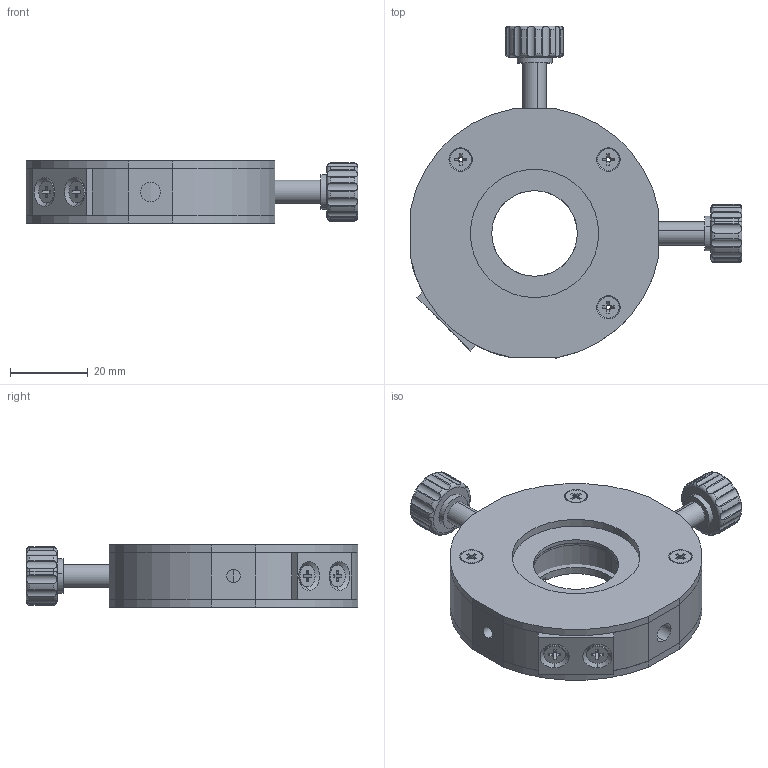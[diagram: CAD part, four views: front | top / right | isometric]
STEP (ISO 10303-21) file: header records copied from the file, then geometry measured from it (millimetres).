
FILE_DESCRIPTION (( 'STEP AP203' ), '1' );
FILE_NAME ('04AOP-1.STEP', '2021-07-26T02:36:03', ( '' ), ( '' ), 'SwSTEP 2.0', 'SolidWorks 2020', '' );
FILE_SCHEMA (( 'CONFIG_CONTROL_DESIGN' ));
Length unit declared in the file: millimetre
Products named in the file (1): 04AOP-1
Bounding box: 85.33 x 85.33 x 16 mm (x, y, z)
Surface area: 25747.8 mm2 (no closed solid volume)
Topology: 0 solids, 22 shells, 394 faces, 1226 edges, 840 vertices
Faces by surface type: cylinder 171, plane 154, cone 61, torus 8
Entity records: 14530 total; most frequent: CARTESIAN_POINT 3890, DIRECTION 2125, ORIENTED_EDGE 2114, EDGE_CURVE 1222, VERTEX_POINT 840, AXIS2_PLACEMENT_3D 771, LINE 583, VECTOR 583
